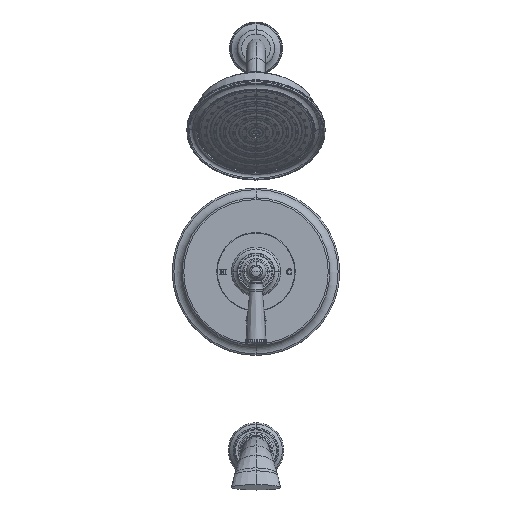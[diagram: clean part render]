
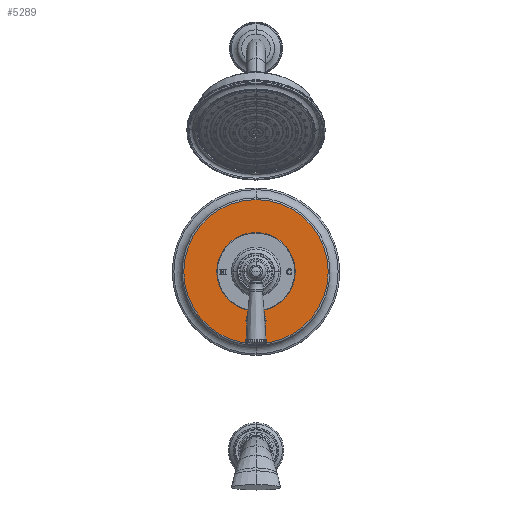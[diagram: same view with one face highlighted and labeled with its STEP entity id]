
A CAD part, top view. The second image highlights one B-rep face of the part: STEP entity #5289.
In plain terms, the highlighted planar face has unit normal (0, 0, 1).
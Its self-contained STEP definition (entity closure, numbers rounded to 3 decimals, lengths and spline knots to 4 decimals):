
#1591=CARTESIAN_POINT('',(0.,0.,0.625));
#1592=DIRECTION('',(0.,0.,1.));
#1593=DIRECTION('',(0.,-1.,0.));
#1594=AXIS2_PLACEMENT_3D('',#1591,#1592,#1593);
#1606=CARTESIAN_POINT('',(0.,0.,0.625));
#1607=DIRECTION('',(0.,0.,1.));
#1608=DIRECTION('',(0.,1.,0.));
#1609=AXIS2_PLACEMENT_3D('',#1606,#1607,#1608);
#1611=CARTESIAN_POINT('',(0.,0.,0.625));
#1612=DIRECTION('',(0.,0.,-1.));
#1613=DIRECTION('',(0.,1.,0.));
#1614=AXIS2_PLACEMENT_3D('',#1611,#1612,#1613);
#1616=CARTESIAN_POINT('',(0.,-2.17,0.625));
#1617=DIRECTION('',(0.,0.,1.));
#1618=DIRECTION('',(-1.,0.,0.));
#1619=AXIS2_PLACEMENT_3D('',#1616,#1617,#1618);
#1621=CARTESIAN_POINT('',(0.,-2.17,0.625));
#1622=DIRECTION('',(0.,0.,1.));
#1623=DIRECTION('',(1.,0.,0.));
#1624=AXIS2_PLACEMENT_3D('',#1621,#1622,#1623);
#1704=CARTESIAN_POINT('',(0.,0.,0.625));
#1705=DIRECTION('',(0.,0.,1.));
#1706=DIRECTION('',(0.,1.,0.));
#1707=AXIS2_PLACEMENT_3D('',#1704,#1705,#1706);
#3374=CARTESIAN_POINT('',(0.,3.233,0.625));
#3375=VERTEX_POINT('',#3374);
#3382=CARTESIAN_POINT('',(0.,-3.233,0.625));
#3383=VERTEX_POINT('',#3382);
#3384=CARTESIAN_POINT('',(0.,-1.757,0.625));
#3385=CARTESIAN_POINT('',(0.,1.757,0.625));
#3386=VERTEX_POINT('',#3384);
#3387=VERTEX_POINT('',#3385);
#3726=CARTESIAN_POINT('',(-0.236,-2.17,0.625));
#3727=CARTESIAN_POINT('',(0.236,-2.17,0.625));
#3728=VERTEX_POINT('',#3726);
#3729=VERTEX_POINT('',#3727);
#5267=CARTESIAN_POINT('',(0.,0.,0.625));
#5268=DIRECTION('',(0.,0.,-1.));
#5269=DIRECTION('',(0.,-1.,0.));
#5270=AXIS2_PLACEMENT_3D('',#5267,#5268,#5269);
#5271=PLANE('',#5270);
#5273=ORIENTED_EDGE('',*,*,#5272,.F.);
#5275=ORIENTED_EDGE('',*,*,#5274,.T.);
#5276=EDGE_LOOP('',(#5273,#5275));
#5277=FACE_OUTER_BOUND('',#5276,.F.);
#5278=ORIENTED_EDGE('',*,*,#5257,.T.);
#5280=ORIENTED_EDGE('',*,*,#5279,.T.);
#5281=EDGE_LOOP('',(#5278,#5280));
#5282=FACE_BOUND('',#5281,.F.);
#5284=ORIENTED_EDGE('',*,*,#5283,.T.);
#5286=ORIENTED_EDGE('',*,*,#5285,.T.);
#5287=EDGE_LOOP('',(#5284,#5286));
#5288=FACE_BOUND('',#5287,.F.);
#5289=ADVANCED_FACE('',(#5277,#5282,#5288),#5271,.F.);
#1595=CIRCLE('',#1594,1.757);
#1610=CIRCLE('',#1609,3.233);
#1615=CIRCLE('',#1614,3.233);
#1620=CIRCLE('',#1619,0.236);
#1625=CIRCLE('',#1624,0.236);
#1708=CIRCLE('',#1707,1.757);
#5257=EDGE_CURVE('',#3386,#3387,#1595,.T.);
#5272=EDGE_CURVE('',#3375,#3383,#1610,.T.);
#5274=EDGE_CURVE('',#3375,#3383,#1615,.T.);
#5279=EDGE_CURVE('',#3387,#3386,#1708,.T.);
#5283=EDGE_CURVE('',#3728,#3729,#1620,.T.);
#5285=EDGE_CURVE('',#3729,#3728,#1625,.T.);
